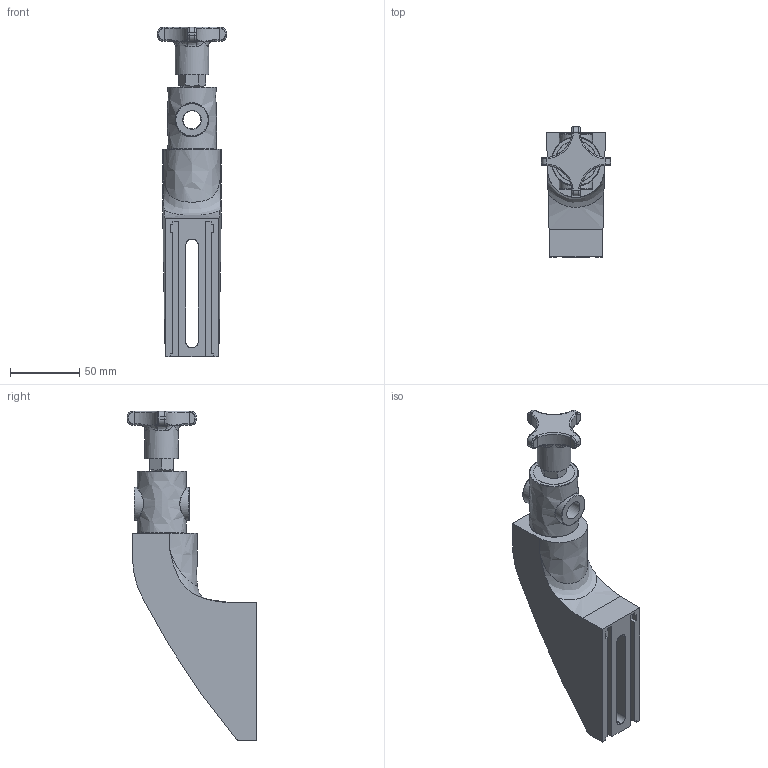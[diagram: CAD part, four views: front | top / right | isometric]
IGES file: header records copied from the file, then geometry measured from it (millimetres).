
Global section: file name: 730212.1; native system: Autodesk Inventor 2018; preprocessor: unknown; author: jiri.spacek; date: 20190810.114402; units: millimetre
Bounding box: 50 x 93.85 x 238.4 mm (x, y, z)
Volume: 165831.2 mm3; surface area: 69154.2 mm2
Topology: 8 solids, 8 shells, 279 faces, 702 edges, 432 vertices
Faces by surface type: bspline 279
